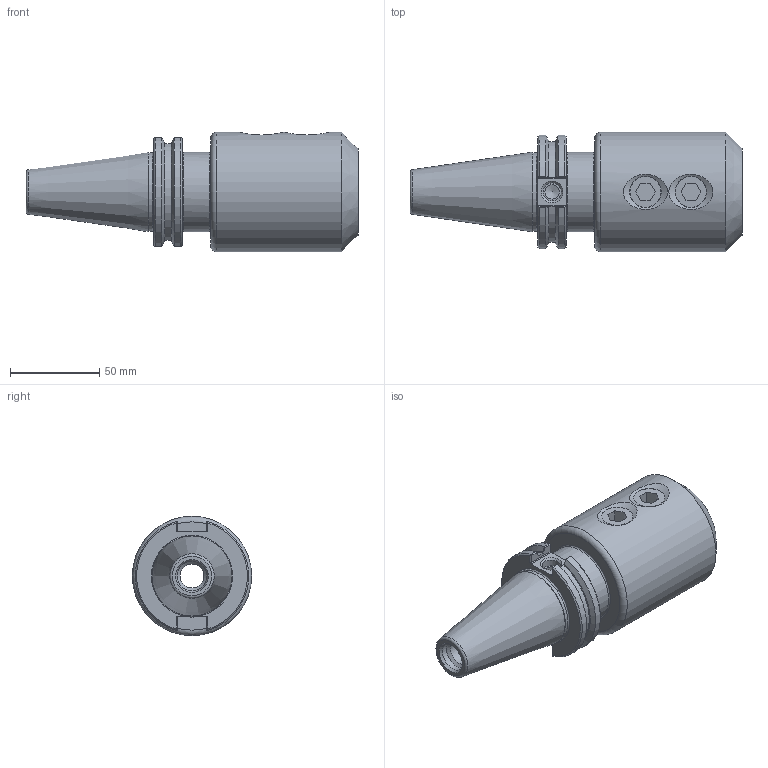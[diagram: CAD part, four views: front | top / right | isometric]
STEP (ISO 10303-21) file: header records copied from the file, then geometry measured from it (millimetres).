
FILE_DESCRIPTION((''),'2;1');
FILE_NAME('C40-15EM462.iam.stp','2014-07-08T14:09:39',(''),(''),'Autodesk Inventor 2012','Autodesk Inventor 2012','');
FILE_SCHEMA(('AUTOMOTIVE_DESIGN { 1 0 10303 214 1 1 1 1 }'));
Length unit declared in the file: inch
Products named in the file (3): C40-15EM462; C40-15EM462-1; 029-922
Assembly tree (3 placements, depth 2):
  C40-15EM462
    C40-15EM462-1
    029-922  x2
Bounding box: 185.6 x 66.67 x 66.67 mm (x, y, z)
Volume: 326655.4 mm3; surface area: 54521.3 mm2
Topology: 3 solids, 3 shells, 119 faces, 307 edges, 197 vertices
Faces by surface type: plane 52, cylinder 31, cone 23, bspline 8, torus 5
Full cylindrical faces by diameter (mm): 8 x1, 10.135 x1, 13.386 x1, 16.459 x1, 17.323 x2, 19.05 x2, 38.1 x1, 43.942 x1, 44.45 x1, 66.675 x1
Entity records: 4380 total; most frequent: CARTESIAN_POINT 1827, ORIENTED_EDGE 486, DIRECTION 458, EDGE_CURVE 243, AXIS2_PLACEMENT_3D 177, VERTEX_POINT 171, EDGE_LOOP 144, FACE_OUTER_BOUND 107
